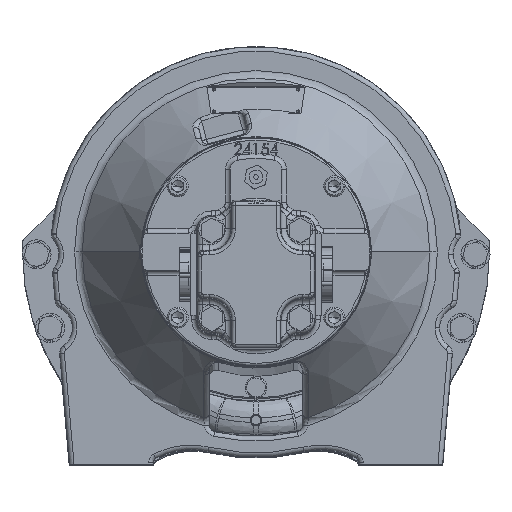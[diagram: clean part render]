
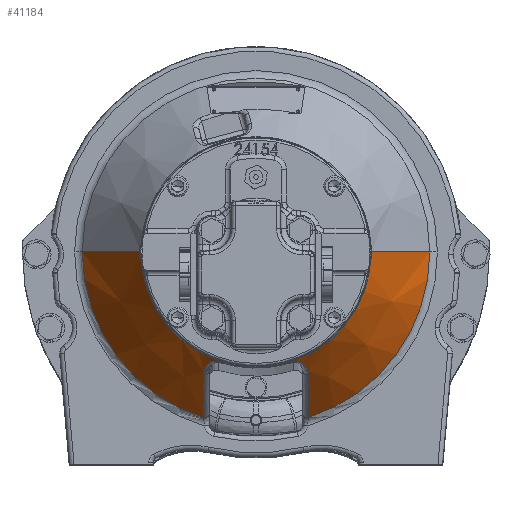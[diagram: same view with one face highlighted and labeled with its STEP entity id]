
A CAD part, top view. The second image highlights one B-rep face of the part: STEP entity #41184.
In plain terms, the highlighted conical face has half-angle 35 degrees and reference radius 98.247 mm.
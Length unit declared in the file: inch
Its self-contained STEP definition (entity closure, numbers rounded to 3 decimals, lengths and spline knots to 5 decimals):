
#26213=CARTESIAN_POINT('',(-1.40595,-4.43325,
-2.59089));
#26223=CARTESIAN_POINT('',(0.,0.,-2.59089));
#26224=DIRECTION('',(0.,0.,-1.));
#26225=DIRECTION('',(-0.302,-0.953,0.));
#26226=AXIS2_PLACEMENT_3D('',#26223,#26224,#26225);
#26271=CARTESIAN_POINT('',(0.,0.,-2.59089));
#26272=DIRECTION('',(0.,0.,-1.));
#26273=DIRECTION('',(1.,0.,0.));
#26274=AXIS2_PLACEMENT_3D('',#26271,#26272,#26273);
#26365=CARTESIAN_POINT('',(1.40595,-4.43325,
-2.59089));
#26379=CARTESIAN_POINT('',(1.41545,-3.2914,
-1.06564));
#26384=CARTESIAN_POINT('',(1.00143,-2.93569,
-0.37862));
#26787=CARTESIAN_POINT('',(-1.41545,-3.2914,
-1.06564));
#26792=DIRECTION('',(-0.574,0.,0.819));
#26793=VECTOR('',#26792,2.72979);
#26794=CARTESIAN_POINT('',(4.65085,0.,-2.59089));
#26795=LINE('',#26794,#26793);
#26796=CARTESIAN_POINT('',(1.41545,-3.2914,
-1.06564));
#26797=CARTESIAN_POINT('',(1.4134,-3.48458,
-1.31792));
#26798=CARTESIAN_POINT('',(1.40989,-3.86716,
-1.82501));
#26799=CARTESIAN_POINT('',(1.40717,-4.24507,
-2.33525));
#26800=CARTESIAN_POINT('',(1.40595,-4.43325,
-2.59089));
#26802=CARTESIAN_POINT('',(1.00143,-2.93569,
-0.37862));
#26803=CARTESIAN_POINT('',(1.01137,-2.93257,
-0.37899));
#26804=CARTESIAN_POINT('',(1.03119,-2.92751,
-0.38144));
#26805=CARTESIAN_POINT('',(1.06097,-2.9232,
-0.38997));
#26806=CARTESIAN_POINT('',(1.08893,-2.92202,
-0.40218));
#26807=CARTESIAN_POINT('',(1.12455,-2.9239,
-0.42266));
#26808=CARTESIAN_POINT('',(1.16397,-2.93146,
-0.4532));
#26809=CARTESIAN_POINT('',(1.20551,-2.94621,
-0.49496));
#26810=CARTESIAN_POINT('',(1.24138,-2.96475,
-0.53905));
#26811=CARTESIAN_POINT('',(1.28381,-2.99372,
-0.60076));
#26812=CARTESIAN_POINT('',(1.31816,-3.02702,
-0.66392));
#26813=CARTESIAN_POINT('',(1.34658,-3.06379,
-0.72831));
#26814=CARTESIAN_POINT('',(1.37116,-3.10275,
-0.79339));
#26815=CARTESIAN_POINT('',(1.39455,-3.15418,
-0.87407));
#26816=CARTESIAN_POINT('',(1.41179,-3.2202,
-0.97027));
#26817=CARTESIAN_POINT('',(1.41571,-3.26712,
-1.03392));
#26818=CARTESIAN_POINT('',(1.41545,-3.2914,
-1.06564));
#26820=CARTESIAN_POINT('',(-1.00143,-2.93569,
-0.37863));
#26821=CARTESIAN_POINT('',(-0.83853,-2.98684,
-0.37265));
#26822=CARTESIAN_POINT('',(-0.50881,-3.06306,
-0.3636));
#26823=CARTESIAN_POINT('',(-0.12862,-3.09235,
-0.36011));
#26824=CARTESIAN_POINT('',(0.12766,-3.08748,
-0.36069));
#26825=CARTESIAN_POINT('',(0.29706,-3.07778,
-0.36185));
#26826=CARTESIAN_POINT('',(0.59107,-3.04405,
-0.36585));
#26827=CARTESIAN_POINT('',(0.83853,-2.98684,
-0.37265));
#26828=CARTESIAN_POINT('',(1.00143,-2.93569,
-0.37862));
#26830=CARTESIAN_POINT('',(-1.41545,-3.2914,
-1.06564));
#26831=CARTESIAN_POINT('',(-1.41571,-3.26717,
-1.03399));
#26832=CARTESIAN_POINT('',(-1.41279,-3.23183,
-0.98605));
#26833=CARTESIAN_POINT('',(-1.40301,-3.18657,
-0.92127));
#26834=CARTESIAN_POINT('',(-1.38957,-3.1431,
-0.85672));
#26835=CARTESIAN_POINT('',(-1.36607,-3.09184,
-0.77619));
#26836=CARTESIAN_POINT('',(-1.33346,-3.0449,
-0.69607));
#26837=CARTESIAN_POINT('',(-1.30077,-3.0102,
-0.632));
#26838=CARTESIAN_POINT('',(-1.27296,-2.98632,
-0.58499));
#26839=CARTESIAN_POINT('',(-1.24159,-2.96484,
-0.53926));
#26840=CARTESIAN_POINT('',(-1.20558,-2.94625,
-0.49505));
#26841=CARTESIAN_POINT('',(-1.17099,-2.93394,
-0.46025));
#26842=CARTESIAN_POINT('',(-1.14049,-2.92697,
-0.43503));
#26843=CARTESIAN_POINT('',(-1.10734,-2.92225,
-0.4117));
#26844=CARTESIAN_POINT('',(-1.07087,-2.92177,
-0.3928));
#26845=CARTESIAN_POINT('',(-1.0312,-2.92751,
-0.38144));
#26846=CARTESIAN_POINT('',(-1.0114,-2.93256,
-0.37899));
#26847=CARTESIAN_POINT('',(-1.00143,-2.93569,
-0.37863));
#26849=CARTESIAN_POINT('',(-1.40595,-4.43325,
-2.59089));
#26850=CARTESIAN_POINT('',(-1.40717,-4.24507,
-2.33525));
#26851=CARTESIAN_POINT('',(-1.40989,-3.86716,
-1.82501));
#26852=CARTESIAN_POINT('',(-1.4134,-3.48458,
-1.31792));
#26853=CARTESIAN_POINT('',(-1.41545,-3.2914,
-1.06564));
#26855=DIRECTION('',(-0.574,0.,-0.819));
#26856=VECTOR('',#26855,2.72979);
#26857=CARTESIAN_POINT('',(-3.08511,0.,-0.35478));
#26858=LINE('',#26857,#26856);
#26859=CARTESIAN_POINT('',(0.,0.,-0.35478));
#26860=DIRECTION('',(0.,0.,1.));
#26861=DIRECTION('',(-1.,0.,0.));
#26862=AXIS2_PLACEMENT_3D('',#26859,#26860,#26861);
#30860=CARTESIAN_POINT('',(-1.00143,-2.93569,
-0.37863));
#31538=VERTEX_POINT('',#26365);
#31605=VERTEX_POINT('',#26379);
#31635=VERTEX_POINT('',#26213);
#31636=VERTEX_POINT('',#26787);
#31637=VERTEX_POINT('',#30860);
#31641=VERTEX_POINT('',#26384);
#31642=CARTESIAN_POINT('',(4.65085,0.,-2.59089));
#31643=VERTEX_POINT('',#31642);
#31711=CARTESIAN_POINT('',(-4.65085,0.,-2.59089));
#31712=VERTEX_POINT('',#31711);
#31719=CARTESIAN_POINT('',(3.08511,0.,-0.35478));
#31720=VERTEX_POINT('',#31719);
#31764=CARTESIAN_POINT('',(-3.08511,0.,-0.35478));
#31765=VERTEX_POINT('',#31764);
#41163=CARTESIAN_POINT('',(0.,0.,-1.47284));
#41164=DIRECTION('',(0.,0.,-1.));
#41165=DIRECTION('',(-1.,0.,0.));
#41166=AXIS2_PLACEMENT_3D('',#41163,#41164,#41165);
#41167=CONICAL_SURFACE('',#41166,3.86798,35.);
#41169=ORIENTED_EDGE('',*,*,#41168,.T.);
#41171=ORIENTED_EDGE('',*,*,#41170,.F.);
#41172=ORIENTED_EDGE('',*,*,#39429,.T.);
#41173=ORIENTED_EDGE('',*,*,#39757,.F.);
#41174=ORIENTED_EDGE('',*,*,#39929,.F.);
#41176=ORIENTED_EDGE('',*,*,#41175,.F.);
#41177=ORIENTED_EDGE('',*,*,#41148,.F.);
#41178=ORIENTED_EDGE('',*,*,#39220,.F.);
#41179=ORIENTED_EDGE('',*,*,#39383,.T.);
#41181=ORIENTED_EDGE('',*,*,#41180,.F.);
#41182=EDGE_LOOP('',(#41169,#41171,#41172,#41173,#41174,#41176,#41177,#41178,
#41179,#41181));
#41183=FACE_OUTER_BOUND('',#41182,.F.);
#26227=CIRCLE('',#26226,4.65085);
#26275=CIRCLE('',#26274,4.65085);
#26801=B_SPLINE_CURVE_WITH_KNOTS('',3,(#26796,#26797,#26798,#26799,#26800),
.UNSPECIFIED.,.F.,.F.,(4,1,4),(0.,0.5,1.),.UNSPECIFIED.);
#26819=B_SPLINE_CURVE_WITH_KNOTS('',3,(#26802,#26803,#26804,#26805,#26806,
#26807,#26808,#26809,#26810,#26811,#26812,#26813,#26814,#26815,#26816,#26817,
#26818),.UNSPECIFIED.,.F.,.F.,(4,1,1,1,1,1,1,1,1,1,1,1,1,1,4),(0.,
0.03125,0.0625,0.09375,0.125,
0.1875,0.25,0.3125,0.375,
0.5,0.5625,0.625,0.75,
0.875,1.),.UNSPECIFIED.);
#26829=B_SPLINE_CURVE_WITH_KNOTS('',3,(#26820,#26821,#26822,#26823,#26824,
#26825,#26826,#26827,#26828),.UNSPECIFIED.,.F.,.F.,(4,1,1,1,1,1,4),(0.,
0.25,0.5,0.5625,0.625,
0.75,1.),.UNSPECIFIED.);
#26848=B_SPLINE_CURVE_WITH_KNOTS('',3,(#26830,#26831,#26832,#26833,#26834,
#26835,#26836,#26837,#26838,#26839,#26840,#26841,#26842,#26843,#26844,#26845,
#26846,#26847),.UNSPECIFIED.,.F.,.F.,(4,1,1,1,1,1,1,1,1,1,1,1,1,1,1,4),(0.,
0.125,0.1875,0.25,0.375,
0.5,0.5625,0.625,0.6875,
0.75,0.8125,0.84375,0.875,
0.9375,0.96875,1.),.UNSPECIFIED.);
#26854=B_SPLINE_CURVE_WITH_KNOTS('',3,(#26849,#26850,#26851,#26852,#26853),
.UNSPECIFIED.,.F.,.F.,(4,1,4),(0.,0.5,1.),.UNSPECIFIED.);
#26863=CIRCLE('',#26862,3.08511);
#39220=EDGE_CURVE('',#31635,#31636,#26854,.T.);
#39383=EDGE_CURVE('',#31635,#31712,#26227,.T.);
#39429=EDGE_CURVE('',#31643,#31538,#26275,.T.);
#39757=EDGE_CURVE('',#31605,#31538,#26801,.T.);
#39929=EDGE_CURVE('',#31641,#31605,#26819,.T.);
#41148=EDGE_CURVE('',#31636,#31637,#26848,.T.);
#41168=EDGE_CURVE('',#31765,#31720,#26863,.T.);
#41170=EDGE_CURVE('',#31643,#31720,#26795,.T.);
#41175=EDGE_CURVE('',#31637,#31641,#26829,.T.);
#41180=EDGE_CURVE('',#31765,#31712,#26858,.T.);
#41184=ADVANCED_FACE('',(#41183),#41167,.T.);
